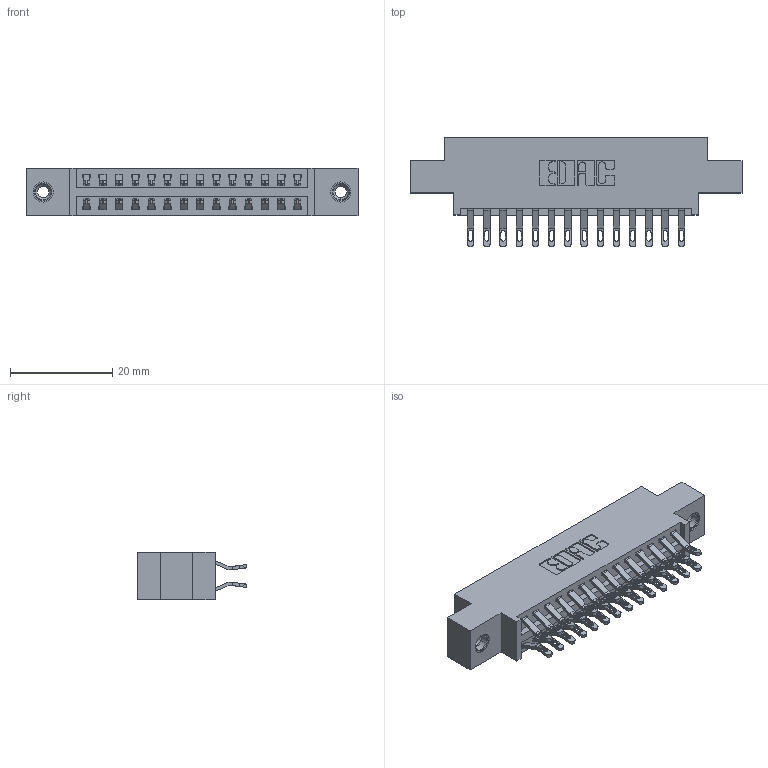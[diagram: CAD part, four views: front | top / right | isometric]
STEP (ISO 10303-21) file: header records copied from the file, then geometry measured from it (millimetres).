
FILE_DESCRIPTION (( 'STEP AP203' ), '1' );
FILE_NAME ('346-028-555-808.STEP', '2022-05-19T04:59:54', ( '' ), ( '' ), 'SwSTEP 2.0', 'SolidWorks 2020', '' );
FILE_SCHEMA (( 'CONFIG_CONTROL_DESIGN' ));
Length unit declared in the file: inch
Products named in the file (4): 345-250-001_345-250-003-102; 345-292-001_555 Tail; 346-028-555-808; 346 Part_0.170 Offset - 0.156 Dia-TI
Assembly tree (31 placements, depth 2):
  346-028-555-808
    346 Part_0.170 Offset - 0.156 Dia-TI
    345-292-001_555 Tail  x28
    345-250-001_345-250-003-102  x2
Bounding box: 65.02 x 21.46 x 9.4 mm (x, y, z)
Volume: 6043.3 mm3; surface area: 8355.9 mm2
Topology: 31 solids, 31 shells, 1810 faces, 5601 edges, 3726 vertices
Faces by surface type: plane 1036, cylinder 758, cone 12, torus 4
Entity records: 14550 total; most frequent: CARTESIAN_POINT 2457, ORIENTED_EDGE 2354, DIRECTION 2211, EDGE_CURVE 1177, VECTOR 949, LINE 949, VERTEX_POINT 780, AXIS2_PLACEMENT_3D 631
